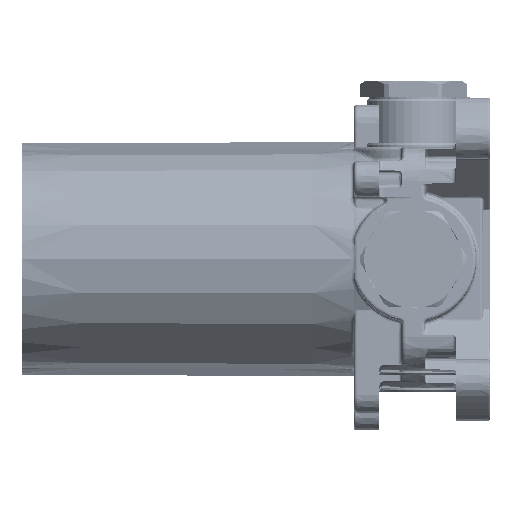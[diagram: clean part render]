
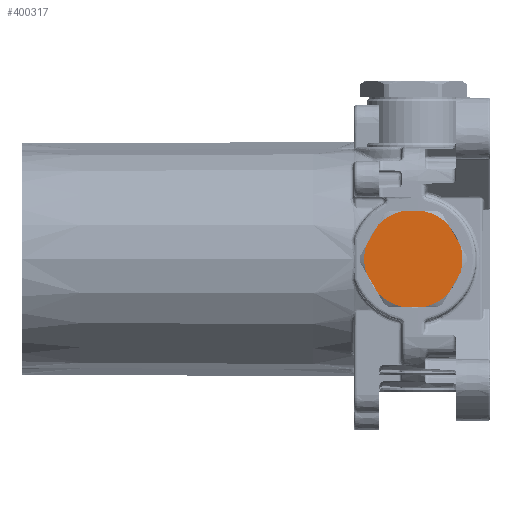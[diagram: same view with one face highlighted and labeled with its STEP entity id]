
A CAD part, left-side view. The second image highlights one B-rep face of the part: STEP entity #400317.
In plain terms, the highlighted planar face has unit normal (-1, 0, 0).
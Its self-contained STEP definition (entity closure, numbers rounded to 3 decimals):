
#399942=CARTESIAN_POINT('Vertex',(-310.601,-3.468,14.)) ;
#399945=CARTESIAN_POINT('Axis2P3D Location',(-310.601,0.044,0.)) ;
#399949=CARTESIAN_POINT('Vertex',(-310.601,-10.325,10.041)) ;
#399972=CARTESIAN_POINT('Axis2P3D Location',(-310.601,0.044,0.)) ;
#399976=CARTESIAN_POINT('Vertex',(-310.601,-14.39,0.)) ;
#399978=CARTESIAN_POINT('Vertex',(-310.601,-13.837,-3.959)) ;
#400008=CARTESIAN_POINT('Vertex',(-310.601,-13.837,3.959)) ;
#400011=CARTESIAN_POINT('Axis2P3D Location',(-310.601,0.044,0.)) ;
#400046=CARTESIAN_POINT('Vertex',(-310.601,-10.325,-10.041)) ;
#400049=CARTESIAN_POINT('Axis2P3D Location',(-310.601,0.044,0.)) ;
#400053=CARTESIAN_POINT('Vertex',(-310.601,-7.173,-12.5)) ;
#400056=CARTESIAN_POINT('Axis2P3D Location',(-310.601,0.044,0.)) ;
#400060=CARTESIAN_POINT('Vertex',(-310.601,-3.468,-14.)) ;
#400085=CARTESIAN_POINT('Vertex',(-310.601,3.556,-14.)) ;
#400088=CARTESIAN_POINT('Axis2P3D Location',(-310.601,0.044,0.)) ;
#400092=CARTESIAN_POINT('Vertex',(-310.601,10.412,-10.041)) ;
#400136=CARTESIAN_POINT('Vertex',(-310.601,13.924,-3.959)) ;
#400139=CARTESIAN_POINT('Axis2P3D Location',(-310.601,0.044,0.)) ;
#400143=CARTESIAN_POINT('Vertex',(-310.601,14.477,0.)) ;
#400146=CARTESIAN_POINT('Axis2P3D Location',(-310.601,0.044,0.)) ;
#400150=CARTESIAN_POINT('Vertex',(-310.601,13.924,3.959)) ;
#400168=CARTESIAN_POINT('Axis2P3D Location',(-310.601,0.044,0.)) ;
#400172=CARTESIAN_POINT('Vertex',(-310.601,7.261,12.5)) ;
#400174=CARTESIAN_POINT('Vertex',(-310.601,3.556,14.)) ;
#400204=CARTESIAN_POINT('Vertex',(-310.601,10.412,10.041)) ;
#400207=CARTESIAN_POINT('Axis2P3D Location',(-310.601,0.044,0.)) ;
#400264=CARTESIAN_POINT('Axis2P3D Location',(-310.601,0.044,0.)) ;
#400269=CARTESIAN_POINT('Line Origine',(-310.601,-12.081,7.)) ;
#400274=CARTESIAN_POINT('Line Origine',(-310.601,0.044,14.)) ;
#400279=CARTESIAN_POINT('Line Origine',(-310.601,12.168,7.)) ;
#400284=CARTESIAN_POINT('Line Origine',(-310.601,12.168,-7.)) ;
#400289=CARTESIAN_POINT('Line Origine',(-310.601,0.044,-14.)) ;
#400294=CARTESIAN_POINT('Line Origine',(-310.601,-12.081,-7.)) ;
#400271=VECTOR('Line Direction',#400270,1.) ;
#400276=VECTOR('Line Direction',#400275,1.) ;
#400281=VECTOR('Line Direction',#400280,1.) ;
#400286=VECTOR('Line Direction',#400285,1.) ;
#400291=VECTOR('Line Direction',#400290,1.) ;
#400296=VECTOR('Line Direction',#400295,1.) ;
#399946=DIRECTION('Axis2P3D Direction',(1.,0.,0.)) ;
#399973=DIRECTION('Axis2P3D Direction',(1.,0.,0.)) ;
#400012=DIRECTION('Axis2P3D Direction',(1.,0.,0.)) ;
#400050=DIRECTION('Axis2P3D Direction',(1.,0.,0.)) ;
#400057=DIRECTION('Axis2P3D Direction',(1.,0.,0.)) ;
#400089=DIRECTION('Axis2P3D Direction',(1.,0.,0.)) ;
#400140=DIRECTION('Axis2P3D Direction',(1.,0.,0.)) ;
#400147=DIRECTION('Axis2P3D Direction',(1.,0.,0.)) ;
#400169=DIRECTION('Axis2P3D Direction',(1.,0.,0.)) ;
#400208=DIRECTION('Axis2P3D Direction',(1.,0.,0.)) ;
#400265=DIRECTION('Axis2P3D Direction',(1.,0.,0.)) ;
#400266=DIRECTION('Axis2P3D XDirection',(0.,-1.,0.)) ;
#400270=DIRECTION('Vector Direction',(0.,-0.5,-0.866)) ;
#400275=DIRECTION('Vector Direction',(0.,-1.,0.)) ;
#400280=DIRECTION('Vector Direction',(0.,-0.5,0.866)) ;
#400285=DIRECTION('Vector Direction',(0.,0.5,0.866)) ;
#400290=DIRECTION('Vector Direction',(0.,1.,0.)) ;
#400295=DIRECTION('Vector Direction',(0.,0.5,-0.866)) ;
#399947=AXIS2_PLACEMENT_3D('Circle Axis2P3D',#399945,#399946,$) ;
#399974=AXIS2_PLACEMENT_3D('Circle Axis2P3D',#399972,#399973,$) ;
#400013=AXIS2_PLACEMENT_3D('Circle Axis2P3D',#400011,#400012,$) ;
#400051=AXIS2_PLACEMENT_3D('Circle Axis2P3D',#400049,#400050,$) ;
#400058=AXIS2_PLACEMENT_3D('Circle Axis2P3D',#400056,#400057,$) ;
#400090=AXIS2_PLACEMENT_3D('Circle Axis2P3D',#400088,#400089,$) ;
#400141=AXIS2_PLACEMENT_3D('Circle Axis2P3D',#400139,#400140,$) ;
#400148=AXIS2_PLACEMENT_3D('Circle Axis2P3D',#400146,#400147,$) ;
#400170=AXIS2_PLACEMENT_3D('Circle Axis2P3D',#400168,#400169,$) ;
#400209=AXIS2_PLACEMENT_3D('Circle Axis2P3D',#400207,#400208,$) ;
#400267=AXIS2_PLACEMENT_3D('Plane Axis2P3D',#400264,#400265,#400266) ;
#400272=LINE('Line',#400269,#400271) ;
#400277=LINE('Line',#400274,#400276) ;
#400282=LINE('Line',#400279,#400281) ;
#400287=LINE('Line',#400284,#400286) ;
#400292=LINE('Line',#400289,#400291) ;
#400297=LINE('Line',#400294,#400296) ;
#399948=CIRCLE('generated circle',#399947,14.434) ;
#399975=CIRCLE('generated circle',#399974,14.434) ;
#400014=CIRCLE('generated circle',#400013,14.434) ;
#400052=CIRCLE('generated circle',#400051,14.434) ;
#400059=CIRCLE('generated circle',#400058,14.434) ;
#400091=CIRCLE('generated circle',#400090,14.434) ;
#400142=CIRCLE('generated circle',#400141,14.434) ;
#400149=CIRCLE('generated circle',#400148,14.434) ;
#400171=CIRCLE('generated circle',#400170,14.434) ;
#400210=CIRCLE('generated circle',#400209,14.434) ;
#400268=PLANE('',#400267) ;
#399951=EDGE_CURVE('',#399950,#399943,#399948,.F.) ;
#399980=EDGE_CURVE('',#399977,#399979,#399975,.T.) ;
#400015=EDGE_CURVE('',#400009,#399977,#400014,.T.) ;
#400055=EDGE_CURVE('',#400047,#400054,#400052,.T.) ;
#400062=EDGE_CURVE('',#400054,#400061,#400059,.T.) ;
#400094=EDGE_CURVE('',#400093,#400086,#400091,.F.) ;
#400145=EDGE_CURVE('',#400137,#400144,#400142,.T.) ;
#400152=EDGE_CURVE('',#400144,#400151,#400149,.T.) ;
#400176=EDGE_CURVE('',#400173,#400175,#400171,.T.) ;
#400211=EDGE_CURVE('',#400205,#400173,#400210,.T.) ;
#400273=EDGE_CURVE('',#399950,#400009,#400272,.T.) ;
#400278=EDGE_CURVE('',#400175,#399943,#400277,.T.) ;
#400283=EDGE_CURVE('',#400151,#400205,#400282,.T.) ;
#400288=EDGE_CURVE('',#400093,#400137,#400287,.T.) ;
#400293=EDGE_CURVE('',#400061,#400086,#400292,.T.) ;
#400298=EDGE_CURVE('',#399979,#400047,#400297,.T.) ;
#400300=ORIENTED_EDGE('',*,*,#400273,.F.) ;
#400301=ORIENTED_EDGE('',*,*,#399951,.T.) ;
#400302=ORIENTED_EDGE('',*,*,#400278,.F.) ;
#400303=ORIENTED_EDGE('',*,*,#400176,.F.) ;
#400304=ORIENTED_EDGE('',*,*,#400211,.F.) ;
#400305=ORIENTED_EDGE('',*,*,#400283,.F.) ;
#400306=ORIENTED_EDGE('',*,*,#400152,.F.) ;
#400307=ORIENTED_EDGE('',*,*,#400145,.F.) ;
#400308=ORIENTED_EDGE('',*,*,#400288,.F.) ;
#400309=ORIENTED_EDGE('',*,*,#400094,.T.) ;
#400310=ORIENTED_EDGE('',*,*,#400293,.F.) ;
#400311=ORIENTED_EDGE('',*,*,#400062,.F.) ;
#400312=ORIENTED_EDGE('',*,*,#400055,.F.) ;
#400313=ORIENTED_EDGE('',*,*,#400298,.F.) ;
#400314=ORIENTED_EDGE('',*,*,#399980,.F.) ;
#400315=ORIENTED_EDGE('',*,*,#400015,.F.) ;
#400299=EDGE_LOOP('',(#400300,#400301,#400302,#400303,#400304,#400305,#400306,#400307,#400308,#400309,#400310,#400311,#400312,#400313,#400314,#400315)) ;
#399943=VERTEX_POINT('',#399942) ;
#399950=VERTEX_POINT('',#399949) ;
#399977=VERTEX_POINT('',#399976) ;
#399979=VERTEX_POINT('',#399978) ;
#400009=VERTEX_POINT('',#400008) ;
#400047=VERTEX_POINT('',#400046) ;
#400054=VERTEX_POINT('',#400053) ;
#400061=VERTEX_POINT('',#400060) ;
#400086=VERTEX_POINT('',#400085) ;
#400093=VERTEX_POINT('',#400092) ;
#400137=VERTEX_POINT('',#400136) ;
#400144=VERTEX_POINT('',#400143) ;
#400151=VERTEX_POINT('',#400150) ;
#400173=VERTEX_POINT('',#400172) ;
#400175=VERTEX_POINT('',#400174) ;
#400205=VERTEX_POINT('',#400204) ;
#400317=ADVANCED_FACE('Body.46',(#400316),#400268,.F.) ;
#400316=FACE_OUTER_BOUND('',#400299,.T.) ;
